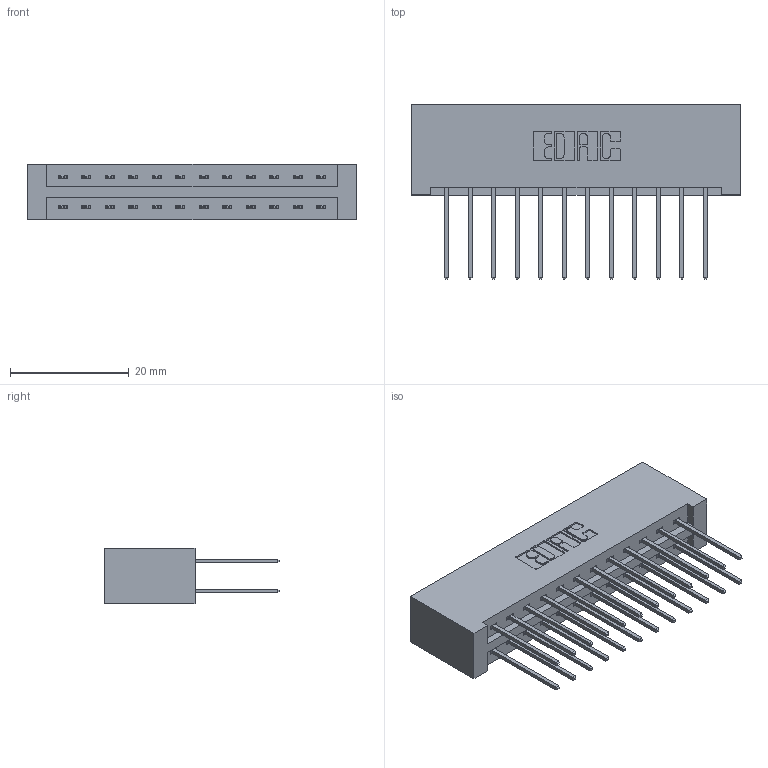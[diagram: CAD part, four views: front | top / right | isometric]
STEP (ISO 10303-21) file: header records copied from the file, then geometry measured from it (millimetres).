
FILE_DESCRIPTION (( 'STEP AP203' ), '1' );
FILE_NAME ('387-024-540-201.STEP', '2019-10-16T18:09:42', ( '' ), ( '' ), 'SwSTEP 2.0', 'SolidWorks 2016', '' );
FILE_SCHEMA (( 'CONFIG_CONTROL_DESIGN' ));
Length unit declared in the file: inch
Products named in the file (3): 345-292-001_345-293-140; 387-024-540-201; 337 Part_No Mounting Lugs
Assembly tree (25 placements, depth 2):
  387-024-540-201
    337 Part_No Mounting Lugs
    345-292-001_345-293-140  x24
Bounding box: 55.42 x 29.47 x 9.4 mm (x, y, z)
Volume: 6293.3 mm3; surface area: 7329 mm2
Topology: 25 solids, 25 shells, 1402 faces, 4151 edges, 2734 vertices
Faces by surface type: plane 978, cylinder 424
Entity records: 12925 total; most frequent: CARTESIAN_POINT 2202, ORIENTED_EDGE 2138, DIRECTION 1921, EDGE_CURVE 1069, LINE 949, VECTOR 949, VERTEX_POINT 710, AXIS2_PLACEMENT_3D 486
